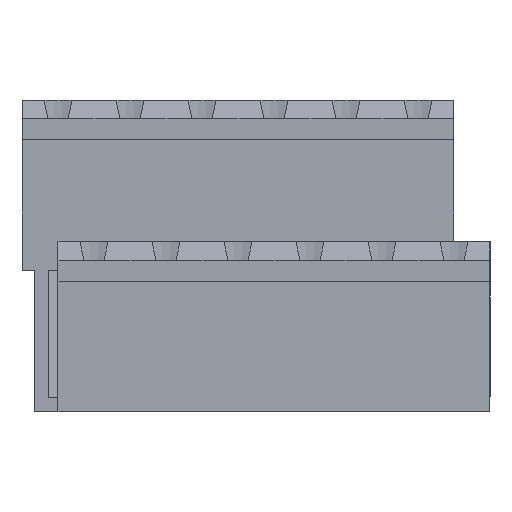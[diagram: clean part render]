
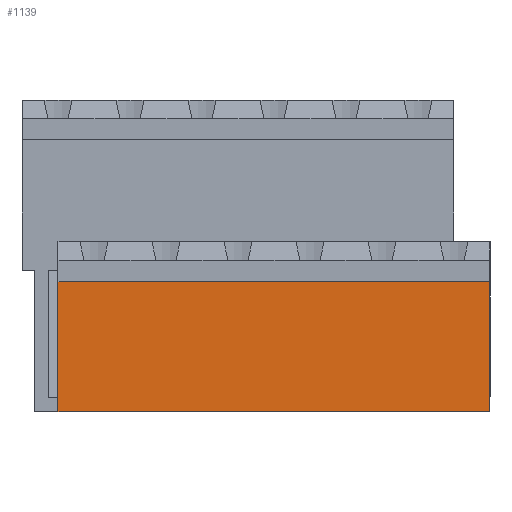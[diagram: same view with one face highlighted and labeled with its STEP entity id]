
A CAD part, front view. The second image highlights one B-rep face of the part: STEP entity #1139.
In plain terms, the highlighted planar face has unit normal (0, -1, 0).
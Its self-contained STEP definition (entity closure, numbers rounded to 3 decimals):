
#1139 = ADVANCED_FACE( '', ( #2455 ), #2456, .F. );
#2455 = FACE_OUTER_BOUND( '', #4005, .T. );
#2456 = PLANE( '', #4006 );
#4005 = EDGE_LOOP( '', ( #7121, #7122, #7123, #7124 ) );
#4006 = AXIS2_PLACEMENT_3D( '', #7125, #7126, #7127 );
#7121 = ORIENTED_EDGE( '', *, *, #10821, .F. );
#7122 = ORIENTED_EDGE( '', *, *, #10206, .F. );
#7123 = ORIENTED_EDGE( '', *, *, #10272, .F. );
#7124 = ORIENTED_EDGE( '', *, *, #10898, .F. );
#7125 = CARTESIAN_POINT( '', ( 0., -18.85, 0. ) );
#7126 = DIRECTION( '', ( 0., 1., 0. ) );
#7127 = DIRECTION( '', ( 0., 0., 1. ) );
#10206 = EDGE_CURVE( '', #12555, #12557, #12558, .T. );
#10272 = EDGE_CURVE( '', #12667, #12555, #12669, .T. );
#10821 = EDGE_CURVE( '', #12557, #13500, #13501, .T. );
#10898 = EDGE_CURVE( '', #13500, #12667, #13608, .T. );
#12555 = VERTEX_POINT( '', #15847 );
#12557 = VERTEX_POINT( '', #15850 );
#12558 = LINE( '', #15851, #15852 );
#12667 = VERTEX_POINT( '', #16018 );
#12669 = LINE( '', #16021, #16022 );
#13500 = VERTEX_POINT( '', #17239 );
#13501 = LINE( '', #17240, #17241 );
#13608 = LINE( '', #17396, #17397 );
#15847 = CARTESIAN_POINT( '', ( 17.78, -18.85, -11. ) );
#15850 = CARTESIAN_POINT( '', ( -12.7, -18.85, -11. ) );
#15851 = CARTESIAN_POINT( '', ( 17.78, -18.85, -11. ) );
#15852 = VECTOR( '', #19100, 1000. );
#16018 = CARTESIAN_POINT( '', ( 17.78, -18.85, -1.8 ) );
#16021 = CARTESIAN_POINT( '', ( 17.78, -18.85, -1.8 ) );
#16022 = VECTOR( '', #19159, 1000. );
#17239 = CARTESIAN_POINT( '', ( -12.7, -18.85, -1.8 ) );
#17240 = CARTESIAN_POINT( '', ( -12.7, -18.85, -11. ) );
#17241 = VECTOR( '', #19690, 1000. );
#17396 = CARTESIAN_POINT( '', ( -12.7, -18.85, -1.8 ) );
#17397 = VECTOR( '', #19766, 1000. );
#19100 = DIRECTION( '', ( -1., 0., 0. ) );
#19159 = DIRECTION( '', ( 0., 0., -1. ) );
#19690 = DIRECTION( '', ( 0., 0., 1. ) );
#19766 = DIRECTION( '', ( 1., 0., 0. ) );
